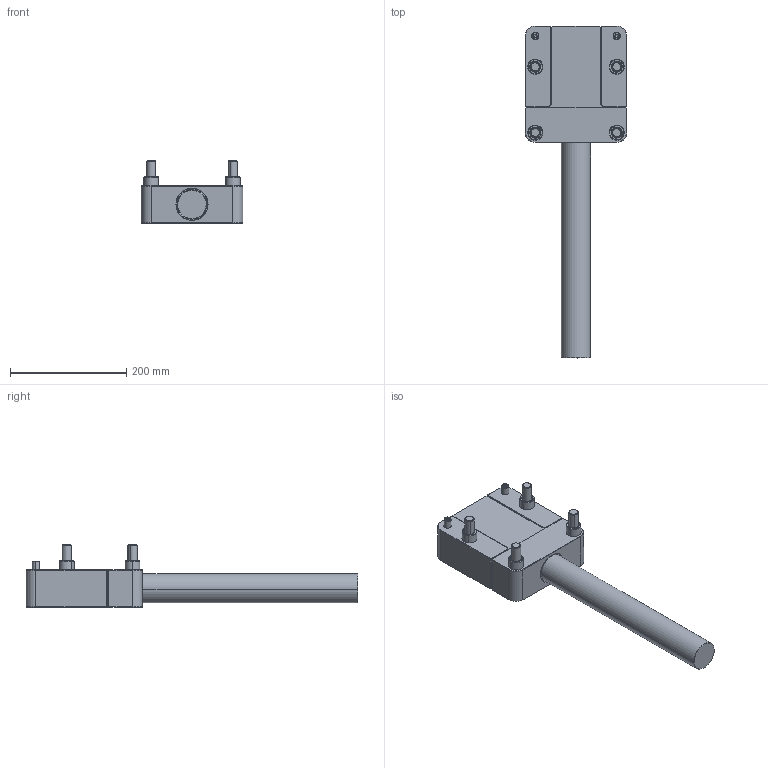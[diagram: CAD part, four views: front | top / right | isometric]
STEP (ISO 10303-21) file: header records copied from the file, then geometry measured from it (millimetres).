
FILE_DESCRIPTION (( 'STEP AP214' ), '1' );
FILE_NAME ('EY501600.STEP', '2019-10-14T09:25:08', ( '' ), ( '' ), 'SwSTEP 2.0', 'SolidWorks 2018', '' );
FILE_SCHEMA (( 'AUTOMOTIVE_DESIGN' ));
Length unit declared in the file: millimetre
Products named in the file (13): 3CASQ-EY50; EY501600-B; ZBS063; EX501600-E; EY501600; EY501600-A; 1din91220100_DIN 912 M20 x 100 --- 52C; EY501600-C; 3IMAN5X2; EY501600-F; EX501600-08-1din9121680_DIN 912 M16 x 80 --- 44C; 1PCR79791232_ISO 8735-12x32-A-St; EX501600-H
Assembly tree (21 placements, depth 2):
  EY501600
    EY501600-A
    EY501600-F  x2
    3CASQ-EY50
    EX501600-H
    EY501600-B
    EX501600-08-1din9121680_DIN 912 M16 x 80 --- 44C  x4
    EX501600-E
    1din91220100_DIN 912 M20 x 100 --- 52C
    EY501600-C
    ZBS063  x4
    1PCR79791232_ISO 8735-12x32-A-St  x2
    3IMAN5X2  x2
Bounding box: 174 x 570 x 106.5 mm (x, y, z)
Volume: 2924791.2 mm3; surface area: 406951.2 mm2
Topology: 25 solids, 25 shells, 642 faces, 1409 edges, 830 vertices
Faces by surface type: plane 238, cone 158, cylinder 158, torus 84, sphere 4
Entity records: 12826 total; most frequent: CARTESIAN_POINT 2340, DIRECTION 2218, ORIENTED_EDGE 1908, EDGE_CURVE 954, AXIS2_PLACEMENT_3D 855, VERTEX_POINT 571, LINE 508, VECTOR 508
